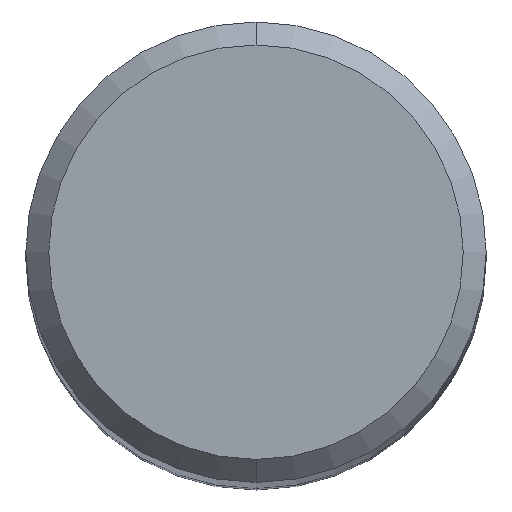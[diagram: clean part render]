
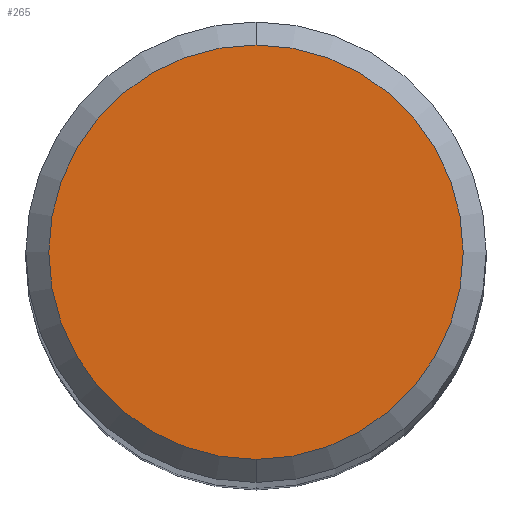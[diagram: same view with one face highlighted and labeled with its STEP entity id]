
A CAD part, top view. The second image highlights one B-rep face of the part: STEP entity #265.
In plain terms, the highlighted planar face has unit normal (0, 0, 1).
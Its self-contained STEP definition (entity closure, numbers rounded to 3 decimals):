
#221=EDGE_CURVE('',#283,#243,#493,.T.);
#243=VERTEX_POINT('',#517);
#261=EDGE_CURVE('',#243,#283,#535,.T.);
#265=ADVANCED_FACE('',(#539),#540,.T.);
#283=VERTEX_POINT('',#559);
#493=CIRCLE('',#812,3.6);
#517=CARTESIAN_POINT('',(0.,-3.6,0.0));
#535=CIRCLE('',#934,3.6);
#539=FACE_OUTER_BOUND('',#937,.T.);
#540=PLANE('',#938);
#559=CARTESIAN_POINT('',(0.0,3.6,0.0));
#812=AXIS2_PLACEMENT_3D('',#1360,#1361,#1362);
#934=AXIS2_PLACEMENT_3D('',#1386,#1387,#1388);
#937=EDGE_LOOP('',(#1391,#1392));
#938=AXIS2_PLACEMENT_3D('',#1393,#1394,#1395);
#1360=CARTESIAN_POINT('',(0.0,0.0,0.0));
#1361=DIRECTION('',(0.0,0.0,-1.0));
#1362=DIRECTION('',(0.0,1.0,0.0));
#1386=CARTESIAN_POINT('',(0.0,0.0,0.0));
#1387=DIRECTION('',(0.0,0.0,-1.0));
#1388=DIRECTION('',(0.0,1.0,0.0));
#1391=ORIENTED_EDGE('',*,*,#221,.F.);
#1392=ORIENTED_EDGE('',*,*,#261,.F.);
#1393=CARTESIAN_POINT('',(0.0,1.8,0.0));
#1394=DIRECTION('',(-0.0,0.0,1.0));
#1395=DIRECTION('',(0.0,-1.0,0.0));
